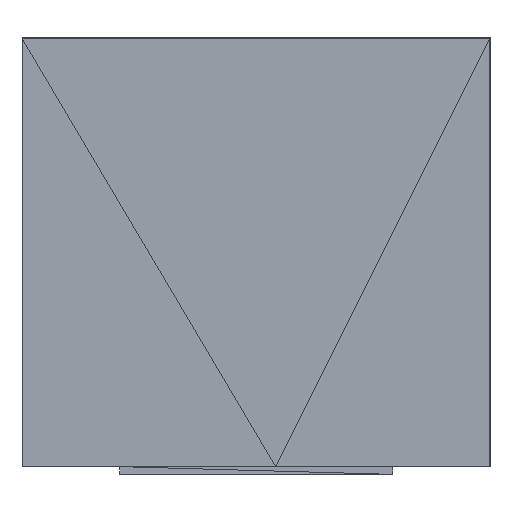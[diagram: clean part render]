
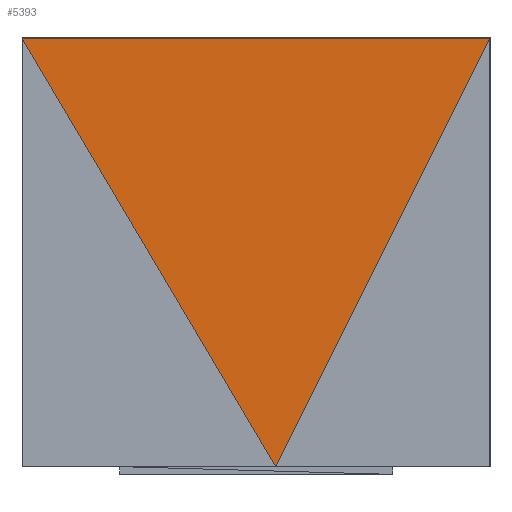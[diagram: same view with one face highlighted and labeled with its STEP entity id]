
A CAD part, left-side view. The second image highlights one B-rep face of the part: STEP entity #5393.
In plain terms, the highlighted planar face has unit normal (-1, 0, 0).
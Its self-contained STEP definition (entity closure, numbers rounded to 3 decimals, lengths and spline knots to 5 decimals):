
#511=DIRECTION('',(-1.0,0.0,0.0));
#1192=DIRECTION('',(0.0,1.0,0.0));
#1193=VECTOR('',#1192,1000.0);
#5341=CARTESIAN_POINT('',(-0.55,-0.02513,0.0));
#5342=VERTEX_POINT('',#5341);
#5345=CARTESIAN_POINT('',(-0.55,-0.3,0.549));
#5346=VERTEX_POINT('',#5345);
#5347=CARTESIAN_POINT('',(-0.55,0.3,0.549));
#5348=VERTEX_POINT('',#5347);
#5363=DIRECTION('',(0.0,0.448,-0.894));
#5364=VECTOR('',#5363,1000.0);
#5365=LINE('',#5345,#5364);
#5366=EDGE_CURVE('',#5346,#5342,#5365,.T.);
#5379=LINE('',#5345,#1193);
#5380=EDGE_CURVE('',#5346,#5348,#5379,.T.);
#5381=DIRECTION('',(0.0,-0.51,-0.86));
#5382=VECTOR('',#5381,1000.0);
#5383=LINE('',#5347,#5382);
#5384=EDGE_CURVE('',#5348,#5342,#5383,.T.);
#5385=ORIENTED_EDGE('',*,*,#5366,.F.);
#5386=ORIENTED_EDGE('',*,*,#5380,.T.);
#5387=ORIENTED_EDGE('',*,*,#5384,.T.);
#5388=DIRECTION('',(0.0,-0.448,0.894));
#5389=AXIS2_PLACEMENT_3D('',#5341,#511,#5388);
#5390=PLANE('',#5389);
#5391=EDGE_LOOP('',(#5385,#5386,#5387));
#5392=FACE_BOUND('',#5391,.T.);
#5393=ADVANCED_FACE('',(#5392),#5390,.T.);
